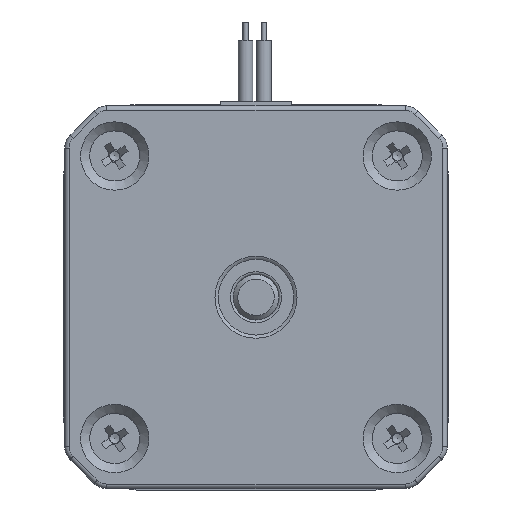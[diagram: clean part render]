
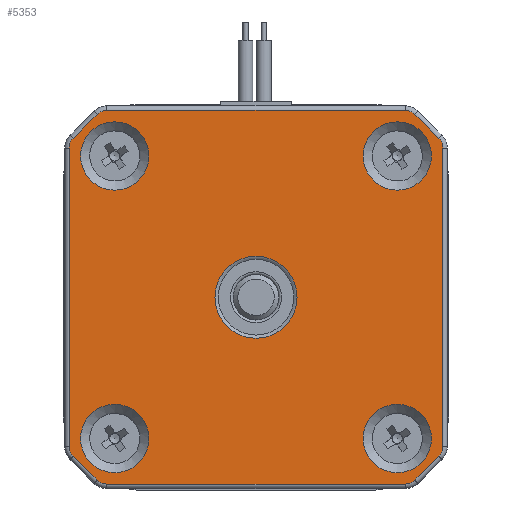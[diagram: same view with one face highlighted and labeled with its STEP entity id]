
A CAD part, front view. The second image highlights one B-rep face of the part: STEP entity #5353.
In plain terms, the highlighted planar face has unit normal (0, -1, 0).
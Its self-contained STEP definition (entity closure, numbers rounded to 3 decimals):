
#124=FACE_BOUND('',#762,.T.);
#125=FACE_BOUND('',#763,.T.);
#126=FACE_BOUND('',#764,.T.);
#127=FACE_BOUND('',#765,.T.);
#128=FACE_BOUND('',#766,.T.);
#179=PLANE('',#5748);
#405=FACE_OUTER_BOUND('',#761,.T.);
#761=EDGE_LOOP('',(#3710,#3711,#3712,#3713,#3714,#3715,#3716,#3717,#3718,
#3719,#3720,#3721,#3722,#3723,#3724,#3725));
#762=EDGE_LOOP('',(#3726));
#763=EDGE_LOOP('',(#3727));
#764=EDGE_LOOP('',(#3728));
#765=EDGE_LOOP('',(#3729));
#766=EDGE_LOOP('',(#3730));
#1196=LINE('',#8442,#1594);
#1197=LINE('',#8446,#1595);
#1198=LINE('',#8450,#1596);
#1199=LINE('',#8454,#1597);
#1200=LINE('',#8458,#1598);
#1201=LINE('',#8462,#1599);
#1202=LINE('',#8466,#1600);
#1203=LINE('',#8470,#1601);
#1594=VECTOR('',#6565,1000.);
#1595=VECTOR('',#6568,1000.);
#1596=VECTOR('',#6571,1000.);
#1597=VECTOR('',#6574,1000.);
#1598=VECTOR('',#6577,1000.);
#1599=VECTOR('',#6580,1000.);
#1600=VECTOR('',#6583,1000.);
#1601=VECTOR('',#6586,1000.);
#1946=CIRCLE('',#5718,3.75);
#1948=CIRCLE('',#5721,3.75);
#1950=CIRCLE('',#5724,3.75);
#1952=CIRCLE('',#5727,3.75);
#1958=CIRCLE('',#5738,4.5);
#1963=CIRCLE('',#5749,1.5);
#1964=CIRCLE('',#5750,1.5);
#1965=CIRCLE('',#5751,1.5);
#1966=CIRCLE('',#5752,1.5);
#1967=CIRCLE('',#5753,1.5);
#1968=CIRCLE('',#5754,1.5);
#1969=CIRCLE('',#5755,1.5);
#1970=CIRCLE('',#5756,1.5);
#2308=VERTEX_POINT('',#8310);
#2310=VERTEX_POINT('',#8316);
#2312=VERTEX_POINT('',#8322);
#2314=VERTEX_POINT('',#8328);
#2320=VERTEX_POINT('',#8350);
#2359=VERTEX_POINT('',#8440);
#2360=VERTEX_POINT('',#8441);
#2361=VERTEX_POINT('',#8443);
#2362=VERTEX_POINT('',#8445);
#2363=VERTEX_POINT('',#8447);
#2364=VERTEX_POINT('',#8449);
#2365=VERTEX_POINT('',#8451);
#2366=VERTEX_POINT('',#8453);
#2367=VERTEX_POINT('',#8455);
#2368=VERTEX_POINT('',#8457);
#2369=VERTEX_POINT('',#8459);
#2370=VERTEX_POINT('',#8461);
#2371=VERTEX_POINT('',#8463);
#2372=VERTEX_POINT('',#8465);
#2373=VERTEX_POINT('',#8467);
#2374=VERTEX_POINT('',#8469);
#2812=EDGE_CURVE('',#2308,#2308,#1946,.T.);
#2815=EDGE_CURVE('',#2310,#2310,#1948,.T.);
#2818=EDGE_CURVE('',#2312,#2312,#1950,.T.);
#2821=EDGE_CURVE('',#2314,#2314,#1952,.T.);
#2832=EDGE_CURVE('',#2320,#2320,#1958,.T.);
#2876=EDGE_CURVE('',#2359,#2360,#1196,.T.);
#2877=EDGE_CURVE('',#2360,#2361,#1963,.T.);
#2878=EDGE_CURVE('',#2361,#2362,#1197,.T.);
#2879=EDGE_CURVE('',#2362,#2363,#1964,.T.);
#2880=EDGE_CURVE('',#2363,#2364,#1198,.T.);
#2881=EDGE_CURVE('',#2364,#2365,#1965,.T.);
#2882=EDGE_CURVE('',#2365,#2366,#1199,.T.);
#2883=EDGE_CURVE('',#2366,#2367,#1966,.T.);
#2884=EDGE_CURVE('',#2367,#2368,#1200,.T.);
#2885=EDGE_CURVE('',#2368,#2369,#1967,.T.);
#2886=EDGE_CURVE('',#2369,#2370,#1201,.T.);
#2887=EDGE_CURVE('',#2370,#2371,#1968,.T.);
#2888=EDGE_CURVE('',#2371,#2372,#1202,.T.);
#2889=EDGE_CURVE('',#2372,#2373,#1969,.T.);
#2890=EDGE_CURVE('',#2373,#2374,#1203,.T.);
#2891=EDGE_CURVE('',#2374,#2359,#1970,.T.);
#3710=ORIENTED_EDGE('',*,*,#2876,.T.);
#3711=ORIENTED_EDGE('',*,*,#2877,.T.);
#3712=ORIENTED_EDGE('',*,*,#2878,.T.);
#3713=ORIENTED_EDGE('',*,*,#2879,.T.);
#3714=ORIENTED_EDGE('',*,*,#2880,.T.);
#3715=ORIENTED_EDGE('',*,*,#2881,.T.);
#3716=ORIENTED_EDGE('',*,*,#2882,.T.);
#3717=ORIENTED_EDGE('',*,*,#2883,.T.);
#3718=ORIENTED_EDGE('',*,*,#2884,.T.);
#3719=ORIENTED_EDGE('',*,*,#2885,.T.);
#3720=ORIENTED_EDGE('',*,*,#2886,.T.);
#3721=ORIENTED_EDGE('',*,*,#2887,.T.);
#3722=ORIENTED_EDGE('',*,*,#2888,.T.);
#3723=ORIENTED_EDGE('',*,*,#2889,.T.);
#3724=ORIENTED_EDGE('',*,*,#2890,.T.);
#3725=ORIENTED_EDGE('',*,*,#2891,.T.);
#3726=ORIENTED_EDGE('',*,*,#2821,.T.);
#3727=ORIENTED_EDGE('',*,*,#2818,.T.);
#3728=ORIENTED_EDGE('',*,*,#2815,.T.);
#3729=ORIENTED_EDGE('',*,*,#2812,.T.);
#3730=ORIENTED_EDGE('',*,*,#2832,.T.);
#5353=ADVANCED_FACE('',(#405,#124,#125,#126,#127,#128),#179,.F.);
#5718=AXIS2_PLACEMENT_3D('',#8312,#6456,#6457);
#5721=AXIS2_PLACEMENT_3D('',#8318,#6463,#6464);
#5724=AXIS2_PLACEMENT_3D('',#8324,#6470,#6471);
#5727=AXIS2_PLACEMENT_3D('',#8330,#6477,#6478);
#5738=AXIS2_PLACEMENT_3D('',#8352,#6504,#6505);
#5748=AXIS2_PLACEMENT_3D('',#8439,#6563,#6564);
#5749=AXIS2_PLACEMENT_3D('',#8444,#6566,#6567);
#5750=AXIS2_PLACEMENT_3D('',#8448,#6569,#6570);
#5751=AXIS2_PLACEMENT_3D('',#8452,#6572,#6573);
#5752=AXIS2_PLACEMENT_3D('',#8456,#6575,#6576);
#5753=AXIS2_PLACEMENT_3D('',#8460,#6578,#6579);
#5754=AXIS2_PLACEMENT_3D('',#8464,#6581,#6582);
#5755=AXIS2_PLACEMENT_3D('',#8468,#6584,#6585);
#5756=AXIS2_PLACEMENT_3D('',#8471,#6587,#6588);
#6456=DIRECTION('center_axis',(0.,1.,0.));
#6457=DIRECTION('ref_axis',(0.,0.,1.));
#6463=DIRECTION('center_axis',(0.,1.,0.));
#6464=DIRECTION('ref_axis',(0.,0.,1.));
#6470=DIRECTION('center_axis',(0.,1.,0.));
#6471=DIRECTION('ref_axis',(0.,0.,1.));
#6477=DIRECTION('center_axis',(0.,1.,0.));
#6478=DIRECTION('ref_axis',(0.,0.,1.));
#6504=DIRECTION('center_axis',(0.,1.,0.));
#6505=DIRECTION('ref_axis',(0.,0.,1.));
#6563=DIRECTION('center_axis',(0.,1.,0.));
#6564=DIRECTION('ref_axis',(0.,0.,1.));
#6565=DIRECTION('',(-1.,0.,0.));
#6566=DIRECTION('center_axis',(0.,-1.,0.));
#6567=DIRECTION('ref_axis',(0.,0.,1.));
#6568=DIRECTION('',(-0.707,0.,-0.707));
#6569=DIRECTION('center_axis',(0.,-1.,0.));
#6570=DIRECTION('ref_axis',(0.,0.,1.));
#6571=DIRECTION('',(0.,0.,-1.));
#6572=DIRECTION('center_axis',(0.,-1.,0.));
#6573=DIRECTION('ref_axis',(0.,0.,1.));
#6574=DIRECTION('',(0.707,0.,-0.707));
#6575=DIRECTION('center_axis',(0.,-1.,0.));
#6576=DIRECTION('ref_axis',(0.,0.,1.));
#6577=DIRECTION('',(1.,0.,0.));
#6578=DIRECTION('center_axis',(0.,-1.,0.));
#6579=DIRECTION('ref_axis',(0.,0.,1.));
#6580=DIRECTION('',(0.707,0.,0.707));
#6581=DIRECTION('center_axis',(0.,-1.,0.));
#6582=DIRECTION('ref_axis',(0.,0.,1.));
#6583=DIRECTION('',(0.,0.,1.));
#6584=DIRECTION('center_axis',(0.,-1.,0.));
#6585=DIRECTION('ref_axis',(0.,0.,1.));
#6586=DIRECTION('',(-0.707,0.,0.707));
#6587=DIRECTION('center_axis',(0.,-1.,0.));
#6588=DIRECTION('ref_axis',(0.,0.,1.));
#8310=CARTESIAN_POINT('',(-15.5,0.,19.25));
#8312=CARTESIAN_POINT('Origin',(-15.5,0.,15.5));
#8316=CARTESIAN_POINT('',(15.5,0.,19.25));
#8318=CARTESIAN_POINT('Origin',(15.5,0.,15.5));
#8322=CARTESIAN_POINT('',(15.5,0.,-11.75));
#8324=CARTESIAN_POINT('Origin',(15.5,0.,-15.5));
#8328=CARTESIAN_POINT('',(-15.5,0.,-11.75));
#8330=CARTESIAN_POINT('Origin',(-15.5,0.,-15.5));
#8350=CARTESIAN_POINT('',(0.,0.,4.5));
#8352=CARTESIAN_POINT('Origin',(0.,0.,0.));
#8439=CARTESIAN_POINT('Origin',(0.,0.,0.));
#8440=CARTESIAN_POINT('',(16.372,0.,20.5));
#8441=CARTESIAN_POINT('',(-16.372,0.,20.5));
#8442=CARTESIAN_POINT('',(0.,0.,20.5));
#8443=CARTESIAN_POINT('',(-17.432,0.,20.061));
#8444=CARTESIAN_POINT('Origin',(-16.372,0.,19.));
#8445=CARTESIAN_POINT('',(-20.061,0.,17.432));
#8446=CARTESIAN_POINT('',(-18.746,0.,18.746));
#8447=CARTESIAN_POINT('',(-20.5,0.,16.372));
#8448=CARTESIAN_POINT('Origin',(-19.,0.,16.372));
#8449=CARTESIAN_POINT('',(-20.5,0.,-16.372));
#8450=CARTESIAN_POINT('',(-20.5,0.,-16.372));
#8451=CARTESIAN_POINT('',(-20.061,0.,-17.432));
#8452=CARTESIAN_POINT('Origin',(-19.,0.,-16.372));
#8453=CARTESIAN_POINT('',(-17.432,0.,-20.061));
#8454=CARTESIAN_POINT('',(-17.432,0.,-20.061));
#8455=CARTESIAN_POINT('',(-16.372,0.,-20.5));
#8456=CARTESIAN_POINT('Origin',(-16.372,0.,-19.));
#8457=CARTESIAN_POINT('',(16.372,0.,-20.5));
#8458=CARTESIAN_POINT('',(16.372,0.,-20.5));
#8459=CARTESIAN_POINT('',(17.432,0.,-20.061));
#8460=CARTESIAN_POINT('Origin',(16.372,0.,-19.));
#8461=CARTESIAN_POINT('',(20.061,0.,-17.432));
#8462=CARTESIAN_POINT('',(20.061,0.,-17.432));
#8463=CARTESIAN_POINT('',(20.5,0.,-16.372));
#8464=CARTESIAN_POINT('Origin',(19.,0.,-16.372));
#8465=CARTESIAN_POINT('',(20.5,0.,16.372));
#8466=CARTESIAN_POINT('',(20.5,0.,0.));
#8467=CARTESIAN_POINT('',(20.061,0.,17.432));
#8468=CARTESIAN_POINT('Origin',(19.,0.,16.372));
#8469=CARTESIAN_POINT('',(17.432,0.,20.061));
#8470=CARTESIAN_POINT('',(18.746,0.,18.746));
#8471=CARTESIAN_POINT('Origin',(16.372,0.,19.));
